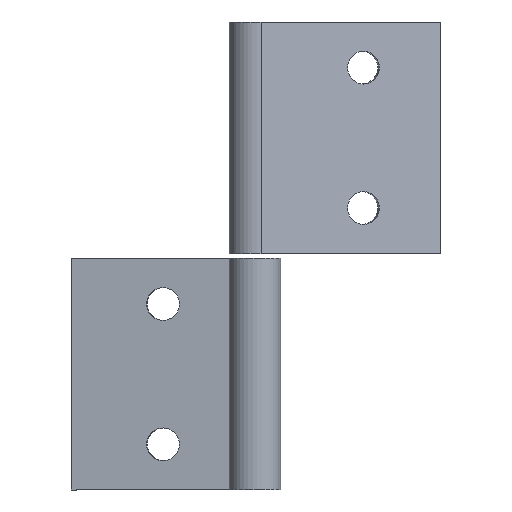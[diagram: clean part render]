
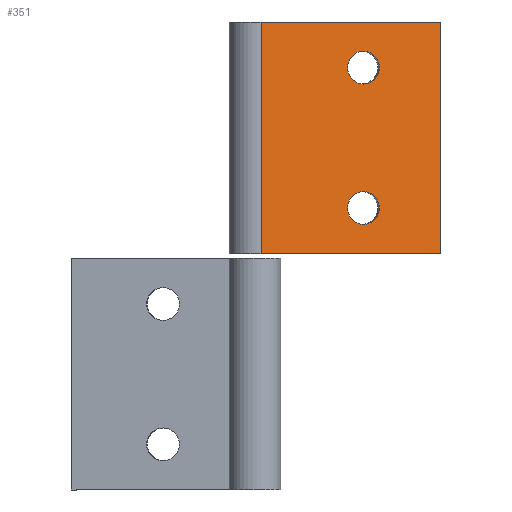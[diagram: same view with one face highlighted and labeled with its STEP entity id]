
A CAD part, front view. The second image highlights one B-rep face of the part: STEP entity #351.
In plain terms, the highlighted face is planar.
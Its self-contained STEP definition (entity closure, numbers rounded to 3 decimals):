
#40=FACE_BOUND('',#87,.T.);
#41=FACE_BOUND('',#88,.T.);
#63=FACE_OUTER_BOUND('',#86,.T.);
#86=EDGE_LOOP('',(#268,#269,#270,#271));
#87=EDGE_LOOP('',(#272));
#88=EDGE_LOOP('',(#273));
#127=LINE('',#540,#147);
#131=LINE('',#551,#151);
#132=LINE('',#554,#152);
#133=LINE('',#555,#153);
#147=VECTOR('',#426,39.5);
#151=VECTOR('',#436,49.5);
#152=VECTOR('',#439,39.5);
#153=VECTOR('',#440,49.5);
#170=CIRCLE('',#380,3.5);
#171=CIRCLE('',#381,3.5);
#187=VERTEX_POINT('',#536);
#189=VERTEX_POINT('',#539);
#193=VERTEX_POINT('',#549);
#194=VERTEX_POINT('',#553);
#195=VERTEX_POINT('',#556);
#196=VERTEX_POINT('',#558);
#220=EDGE_CURVE('',#189,#187,#127,.T.);
#226=EDGE_CURVE('',#193,#187,#131,.T.);
#227=EDGE_CURVE('',#193,#194,#132,.T.);
#228=EDGE_CURVE('',#194,#189,#133,.T.);
#229=EDGE_CURVE('',#195,#195,#170,.T.);
#230=EDGE_CURVE('',#196,#196,#171,.T.);
#268=ORIENTED_EDGE('',*,*,#226,.F.);
#269=ORIENTED_EDGE('',*,*,#227,.T.);
#270=ORIENTED_EDGE('',*,*,#228,.T.);
#271=ORIENTED_EDGE('',*,*,#220,.T.);
#272=ORIENTED_EDGE('',*,*,#229,.T.);
#273=ORIENTED_EDGE('',*,*,#230,.T.);
#340=PLANE('',#379);
#351=ADVANCED_FACE('',(#63,#40,#41),#340,.T.);
#379=AXIS2_PLACEMENT_3D('',#552,#437,#438);
#380=AXIS2_PLACEMENT_3D('',#557,#441,#442);
#381=AXIS2_PLACEMENT_3D('',#559,#443,#444);
#426=DIRECTION('',(-1.,0.,0.));
#436=DIRECTION('',(0.,0.,1.));
#437=DIRECTION('center_axis',(0.,-1.,0.));
#438=DIRECTION('ref_axis',(0.,0.,-1.));
#439=DIRECTION('',(1.,0.,0.));
#440=DIRECTION('',(0.,0.,1.));
#441=DIRECTION('center_axis',(0.,1.,0.));
#442=DIRECTION('ref_axis',(1.,0.,0.));
#443=DIRECTION('center_axis',(0.,1.,0.));
#444=DIRECTION('ref_axis',(1.,0.,0.));
#536=CARTESIAN_POINT('',(-17.,0.,24.75));
#539=CARTESIAN_POINT('',(22.5,0.,24.75));
#540=CARTESIAN_POINT('',(22.5,0.,24.75));
#549=CARTESIAN_POINT('',(-17.,0.,-24.75));
#551=CARTESIAN_POINT('',(-17.,0.,24.75));
#552=CARTESIAN_POINT('Origin',(0.,0.,0.));
#553=CARTESIAN_POINT('',(22.5,0.,-24.75));
#554=CARTESIAN_POINT('',(-22.5,0.,-24.75));
#555=CARTESIAN_POINT('',(22.5,0.,-24.75));
#556=CARTESIAN_POINT('',(2.,0.,15.));
#557=CARTESIAN_POINT('Origin',(5.5,0.,15.));
#558=CARTESIAN_POINT('',(2.,0.,-15.));
#559=CARTESIAN_POINT('Origin',(5.5,0.,-15.));
